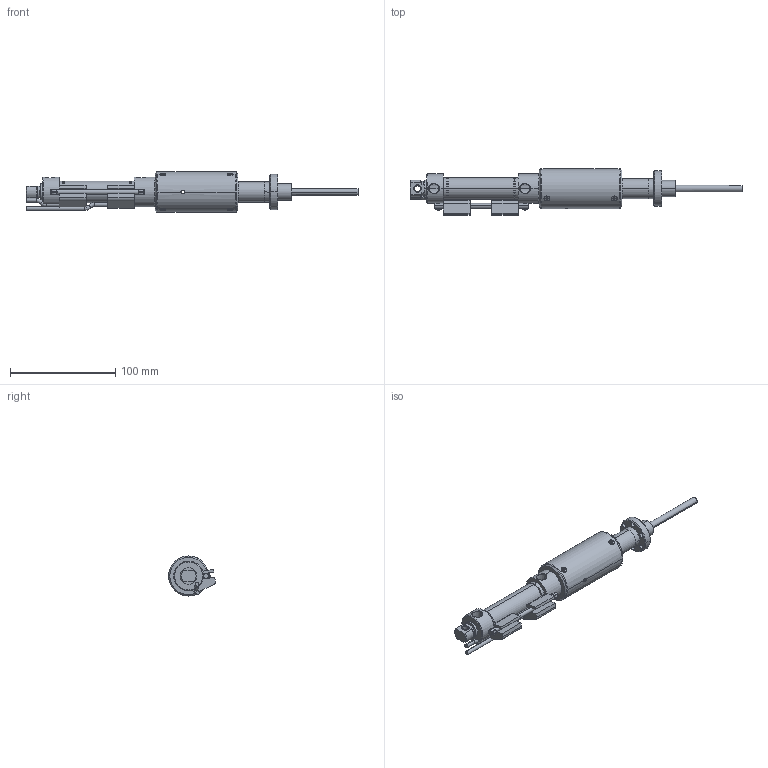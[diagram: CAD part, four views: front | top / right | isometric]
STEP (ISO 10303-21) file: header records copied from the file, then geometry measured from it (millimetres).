
FILE_DESCRIPTION (( 'STEP AP214' ), '1' );
FILE_NAME ('SLO, FLMP-133-25-1_MRS.STEP', '2018-08-02T19:08:42', ( '' ), ( '' ), 'SwSTEP 2.0', 'SolidWorks 2010', '' );
FILE_SCHEMA (( 'AUTOMOTIVE_DESIGN' ));
Length unit declared in the file: inch
Products named in the file (1): SLO, FLMP-133-25-1_MRS
Bounding box: 316.06 x 44.62 x 38.1 mm (x, y, z)
Surface area: 43945.7 mm2 (no closed solid volume)
Topology: 0 solids, 29 shells, 356 faces, 1069 edges, 712 vertices
Faces by surface type: plane 146, cylinder 114, cone 74, torus 22
Entity records: 18015 total; most frequent: CARTESIAN_POINT 3984, DIRECTION 1963, ORIENTED_EDGE 1815, EDGE_CURVE 1057, AXIS2_PLACEMENT_3D 769, VERTEX_POINT 712, LINE 425, VECTOR 425
